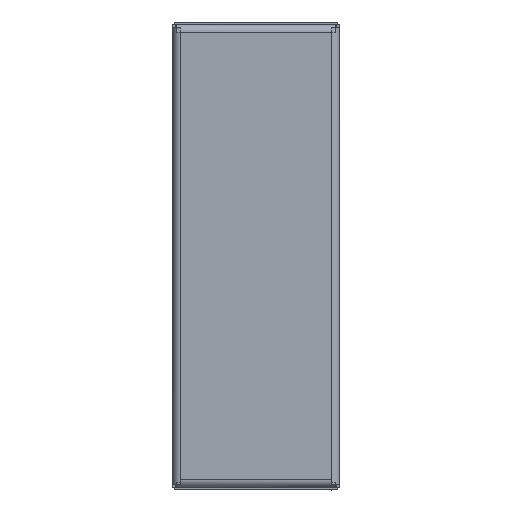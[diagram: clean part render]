
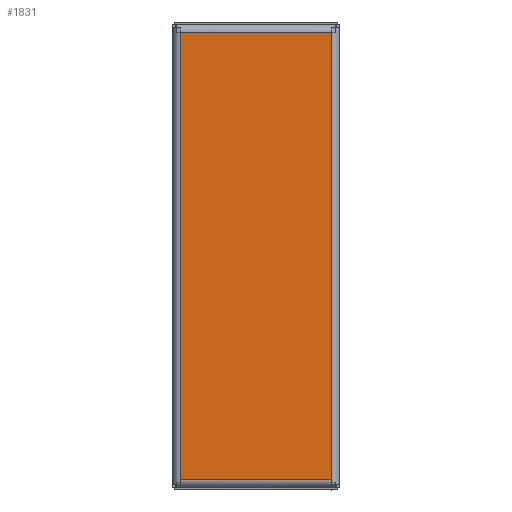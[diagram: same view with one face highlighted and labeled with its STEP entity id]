
A CAD part, front view. The second image highlights one B-rep face of the part: STEP entity #1831.
In plain terms, the highlighted face is planar.
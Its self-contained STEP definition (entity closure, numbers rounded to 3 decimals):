
#653=PLANE('',#5536);
#1831=ADVANCED_FACE('F45',(#2083),#653,.T.);
#2083=FACE_OUTER_BOUND('',#2357,.T.);
#2357=EDGE_LOOP('',(#3525,#3526,#3527,#3528));
#3525=ORIENTED_EDGE('',*,*,#4982,.F.);
#3526=ORIENTED_EDGE('',*,*,#4981,.F.);
#3527=ORIENTED_EDGE('',*,*,#4818,.F.);
#3528=ORIENTED_EDGE('',*,*,#4983,.F.);
#4207=VERTEX_POINT('',#7808);
#4208=VERTEX_POINT('',#7813);
#4315=VERTEX_POINT('',#8167);
#4316=VERTEX_POINT('',#8183);
#4818=EDGE_CURVE('E257',#4207,#4208,#5216,.T.);
#4981=EDGE_CURVE('E251',#4208,#4315,#5239,.T.);
#4982=EDGE_CURVE('E265',#4315,#4316,#5240,.T.);
#4983=EDGE_CURVE('E245',#4316,#4207,#5241,.T.);
#5216=B_SPLINE_CURVE_WITH_KNOTS('',3,(#7809,#7810,#7811,#7812),
 .UNSPECIFIED.,.F.,.F.,(4,4),(0.,1.),.UNSPECIFIED.);
#5239=B_SPLINE_CURVE_WITH_KNOTS('',3,(#8174,#8175,#8176,#8177),
 .UNSPECIFIED.,.F.,.F.,(4,4),(0.,1.),.UNSPECIFIED.);
#5240=B_SPLINE_CURVE_WITH_KNOTS('',3,(#8179,#8180,#8181,#8182),
 .UNSPECIFIED.,.F.,.F.,(4,4),(0.,1.),.UNSPECIFIED.);
#5241=B_SPLINE_CURVE_WITH_KNOTS('',3,(#8184,#8185,#8186,#8187),
 .UNSPECIFIED.,.F.,.F.,(4,4),(0.,1.),.UNSPECIFIED.);
#5536=AXIS2_PLACEMENT_3D('',#8188,#6498,#6499);
#6498=DIRECTION('',(0.,1.,0.));
#6499=DIRECTION('',(1.,0.,0.));
#7808=CARTESIAN_POINT('',(471.594,5449.315,330.039));
#7809=CARTESIAN_POINT('',(471.594,5449.315,330.039));
#7810=CARTESIAN_POINT('',(501.861,5449.315,330.039));
#7811=CARTESIAN_POINT('',(532.127,5449.315,330.039));
#7812=CARTESIAN_POINT('',(562.394,5449.315,330.039));
#7813=CARTESIAN_POINT('',(562.394,5449.315,330.039));
#8167=CARTESIAN_POINT('',(562.394,5449.315,598.339));
#8174=CARTESIAN_POINT('',(562.394,5449.315,330.039));
#8175=CARTESIAN_POINT('',(562.394,5449.315,419.472));
#8176=CARTESIAN_POINT('',(562.394,5449.315,508.906));
#8177=CARTESIAN_POINT('',(562.394,5449.315,598.339));
#8179=CARTESIAN_POINT('',(562.394,5449.315,598.339));
#8180=CARTESIAN_POINT('',(532.127,5449.315,598.339));
#8181=CARTESIAN_POINT('',(501.861,5449.315,598.339));
#8182=CARTESIAN_POINT('',(471.594,5449.315,598.339));
#8183=CARTESIAN_POINT('',(471.594,5449.315,598.339));
#8184=CARTESIAN_POINT('',(471.594,5449.315,598.339));
#8185=CARTESIAN_POINT('',(471.594,5449.315,508.906));
#8186=CARTESIAN_POINT('',(471.594,5449.315,419.472));
#8187=CARTESIAN_POINT('',(471.594,5449.315,330.039));
#8188=CARTESIAN_POINT('',(562.394,5449.315,330.039));
